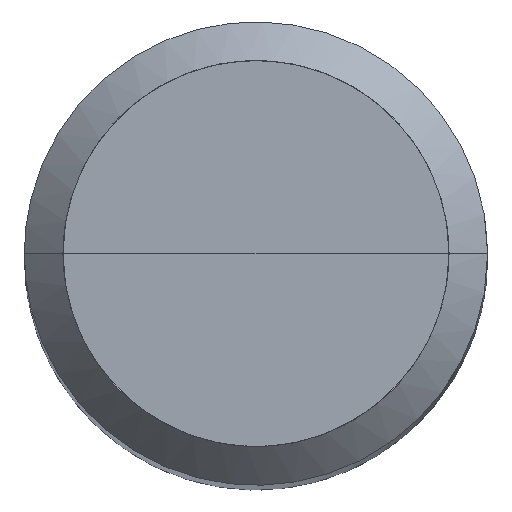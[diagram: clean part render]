
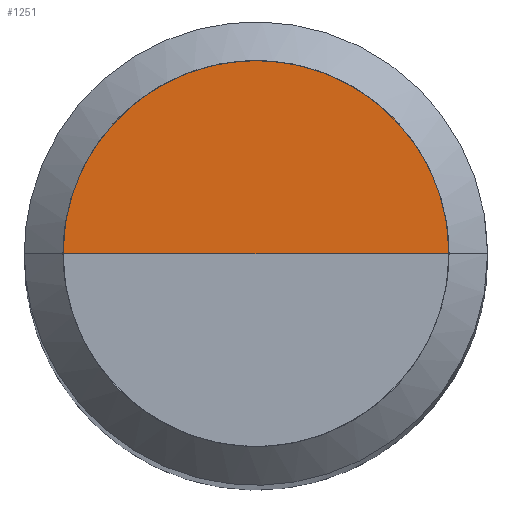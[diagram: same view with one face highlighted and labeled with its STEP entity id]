
A CAD part, top view. The second image highlights one B-rep face of the part: STEP entity #1251.
In plain terms, the highlighted free-form (B-spline) face has degree [1, 2] with [2, 5] control points.
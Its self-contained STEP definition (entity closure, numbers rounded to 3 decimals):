
#1006=CARTESIAN_POINT('',(2.5,0.0,36.0));
#1007=CARTESIAN_POINT('',(2.5,2.5,36.0));
#1008=CARTESIAN_POINT('',(0.0,2.5,36.0));
#1009=CARTESIAN_POINT('',(-2.5,2.5,36.0));
#1010=CARTESIAN_POINT('',(-2.5,0.0,36.0));
#1011=CARTESIAN_POINT('',(0.0,0.0,36.0));
#1236=(
BOUNDED_SURFACE()
B_SPLINE_SURFACE(1,2,(
(#1006,#1007,#1008,#1009,#1010),
(#1011,#1011,#1011,#1011,#1011)
), .UNSPECIFIED.,.F.,.F.,.F.)
B_SPLINE_SURFACE_WITH_KNOTS((2,2),(3,2,3),(
0.0,1.0),(
0.0,0.5,1.0), .UNSPECIFIED.)
GEOMETRIC_REPRESENTATION_ITEM()
RATIONAL_B_SPLINE_SURFACE(((1.0,0.707,1.0,0.707,1.0),
(1.0,0.707,1.0,0.707,1.0)
))
REPRESENTATION_ITEM('')
SURFACE()
);
#1237=(
BOUNDED_CURVE()
B_SPLINE_CURVE(1,(#1011,#1006),.UNSPECIFIED.,.F.,.F.)
B_SPLINE_CURVE_WITH_KNOTS((2,2),
(0.0,1.0),.UNSPECIFIED.)
CURVE()
GEOMETRIC_REPRESENTATION_ITEM()
RATIONAL_B_SPLINE_CURVE((1.0,1.0))
REPRESENTATION_ITEM('')
);
#1238=(
BOUNDED_CURVE()
B_SPLINE_CURVE(2,(#1006,#1007,#1008,#1009,#1010),.UNSPECIFIED.,.F.,.F.)
B_SPLINE_CURVE_WITH_KNOTS((3,2,3),
(0.0,0.5,1.0),.UNSPECIFIED.)
CURVE()
GEOMETRIC_REPRESENTATION_ITEM()
RATIONAL_B_SPLINE_CURVE((1.0,0.707,1.0,0.707,1.0))
REPRESENTATION_ITEM('')
);
#1239=(
BOUNDED_CURVE()
B_SPLINE_CURVE(1,(#1010,#1011),.UNSPECIFIED.,.F.,.F.)
B_SPLINE_CURVE_WITH_KNOTS((2,2),
(0.0,1.0),.UNSPECIFIED.)
CURVE()
GEOMETRIC_REPRESENTATION_ITEM()
RATIONAL_B_SPLINE_CURVE((1.0,1.0))
REPRESENTATION_ITEM('')
);
#1240=VERTEX_POINT('',#1006);
#1241=VERTEX_POINT('',#1010);
#1242=VERTEX_POINT('',#1011);
#1243=EDGE_CURVE('',#1242,#1240,#1237,.T.);
#1244=EDGE_CURVE('',#1240,#1241,#1238,.T.);
#1245=EDGE_CURVE('',#1241,#1242,#1239,.T.);
#1246=ORIENTED_EDGE('',*,*,#1243,.T.);
#1247=ORIENTED_EDGE('',*,*,#1244,.T.);
#1248=ORIENTED_EDGE('',*,*,#1245,.T.);
#1249=EDGE_LOOP('',(#1246,#1247,#1248));
#1250=FACE_OUTER_BOUND('',#1249,.T.);
#1251=ADVANCED_FACE('',(#1250),#1236,.T.);
